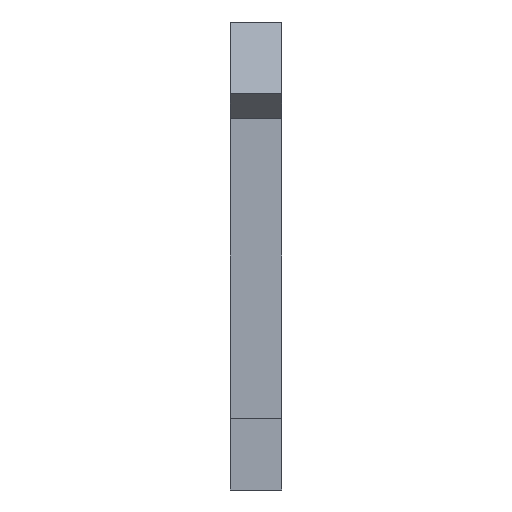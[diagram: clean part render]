
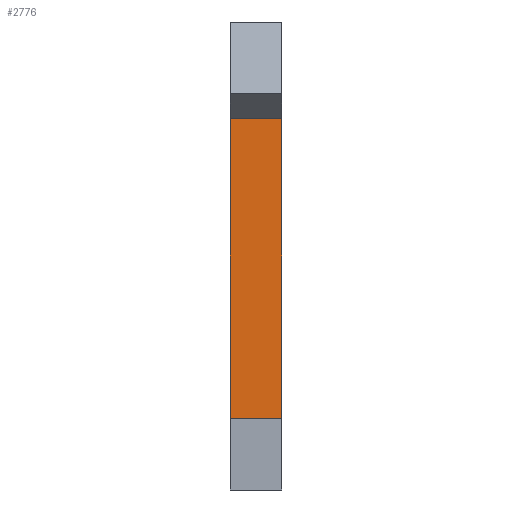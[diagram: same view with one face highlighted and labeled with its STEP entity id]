
A CAD part, front view. The second image highlights one B-rep face of the part: STEP entity #2776.
In plain terms, the highlighted planar face has unit normal (0, -1, 0).
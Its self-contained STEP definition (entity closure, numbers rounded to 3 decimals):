
#133=DIRECTION('',(0.,0.,1.));
#134=VECTOR('',#133,33.);
#135=CARTESIAN_POINT('',(0.,7.3,7.3));
#136=LINE('',#135,#134);
#317=DIRECTION('',(1.,0.,0.));
#318=VECTOR('',#317,5.2);
#319=CARTESIAN_POINT('',(0.,7.3,7.3));
#320=LINE('',#319,#318);
#321=DIRECTION('',(1.,0.,0.));
#322=VECTOR('',#321,5.2);
#323=CARTESIAN_POINT('',(0.,7.3,40.3));
#324=LINE('',#323,#322);
#1431=DIRECTION('',(0.,0.,1.));
#1432=VECTOR('',#1431,33.);
#1433=CARTESIAN_POINT('',(5.2,7.3,7.3));
#1434=LINE('',#1433,#1432);
#1942=CARTESIAN_POINT('',(0.,7.3,7.3));
#1943=VERTEX_POINT('',#1942);
#1944=CARTESIAN_POINT('',(0.,7.3,40.3));
#1945=VERTEX_POINT('',#1944);
#2012=CARTESIAN_POINT('',(5.2,7.3,7.3));
#2013=VERTEX_POINT('',#2012);
#2014=CARTESIAN_POINT('',(5.2,7.3,40.3));
#2015=VERTEX_POINT('',#2014);
#2763=CARTESIAN_POINT('',(0.,7.3,7.3));
#2764=DIRECTION('',(0.,-1.,0.));
#2765=DIRECTION('',(0.,0.,1.));
#2766=AXIS2_PLACEMENT_3D('',#2763,#2764,#2765);
#2767=PLANE('',#2766);
#2768=ORIENTED_EDGE('',*,*,#2629,.T.);
#2770=ORIENTED_EDGE('',*,*,#2769,.T.);
#2772=ORIENTED_EDGE('',*,*,#2771,.F.);
#2773=ORIENTED_EDGE('',*,*,#2755,.F.);
#2774=EDGE_LOOP('',(#2768,#2770,#2772,#2773));
#2775=FACE_OUTER_BOUND('',#2774,.F.);
#2629=EDGE_CURVE('',#1943,#1945,#136,.T.);
#2755=EDGE_CURVE('',#1943,#2013,#320,.T.);
#2769=EDGE_CURVE('',#1945,#2015,#324,.T.);
#2771=EDGE_CURVE('',#2013,#2015,#1434,.T.);
#2776=ADVANCED_FACE('',(#2775),#2767,.T.);
